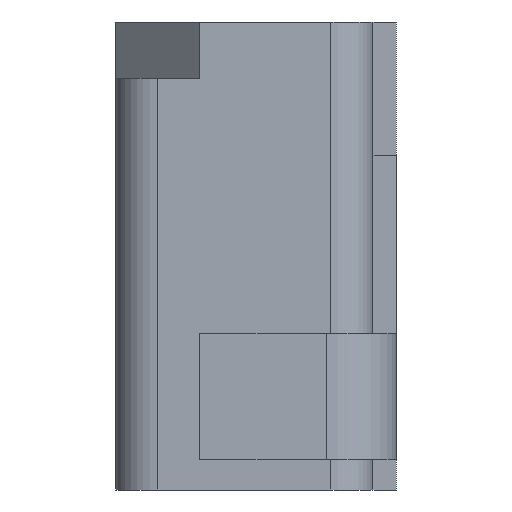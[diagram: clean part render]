
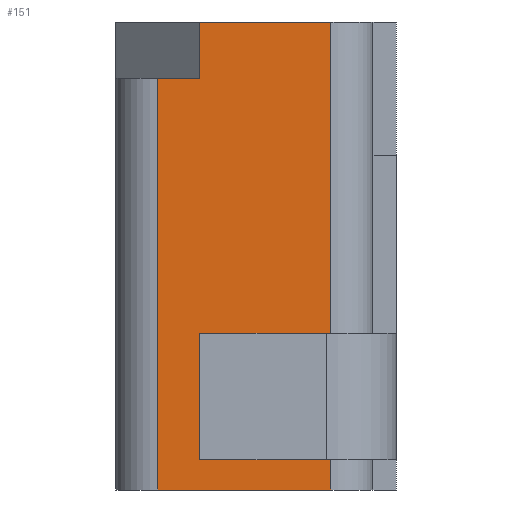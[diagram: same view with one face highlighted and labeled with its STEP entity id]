
A CAD part, front view. The second image highlights one B-rep face of the part: STEP entity #151.
In plain terms, the highlighted planar face has unit normal (0, -1, 0).
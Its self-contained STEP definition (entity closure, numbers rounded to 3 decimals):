
#18 = EDGE_CURVE ( 'NONE', #956, #903, #544, .T. ) ;
#23 = VECTOR ( 'NONE', #876, 1000. ) ;
#54 = CARTESIAN_POINT ( 'NONE',  ( 0., -1.85, -1. ) ) ;
#69 = CARTESIAN_POINT ( 'NONE',  ( -0.12, -1.85, -1. ) ) ;
#73 = CARTESIAN_POINT ( 'NONE',  ( 0.16, -1.85, -0.665 ) ) ;
#131 = CARTESIAN_POINT ( 'NONE',  ( 0.3, -1.85, -0.935 ) ) ;
#151 = ADVANCED_FACE ( 'NONE', ( #770 ), #167, .T. ) ;
#165 = ORIENTED_EDGE ( 'NONE', *, *, #540, .T. ) ;
#167 = PLANE ( 'NONE',  #249 ) ;
#185 = VERTEX_POINT ( 'NONE', #890 ) ;
#199 = DIRECTION ( 'NONE',  ( 0., 0., 1. ) ) ;
#249 = AXIS2_PLACEMENT_3D ( 'NONE', #1062, #303, #973 ) ;
#285 = VECTOR ( 'NONE', #885, 1000. ) ;
#287 = VECTOR ( 'NONE', #199, 1000. ) ;
#302 = CARTESIAN_POINT ( 'NONE',  ( -0.12, -1.85, -0.12 ) ) ;
#303 = DIRECTION ( 'NONE',  ( 0., -1., 0. ) ) ;
#317 = DIRECTION ( 'NONE',  ( -1., 0., 0. ) ) ;
#331 = DIRECTION ( 'NONE',  ( 0., 0., 1. ) ) ;
#352 = LINE ( 'NONE', #1015, #578 ) ;
#353 = ORIENTED_EDGE ( 'NONE', *, *, #749, .T. ) ;
#379 = ORIENTED_EDGE ( 'NONE', *, *, #18, .T. ) ;
#383 = LINE ( 'NONE', #69, #1077 ) ;
#406 = CARTESIAN_POINT ( 'NONE',  ( -0.21, -1.85, -1. ) ) ;
#415 = CARTESIAN_POINT ( 'NONE',  ( 0., -1.85, -0.12 ) ) ;
#423 = ORIENTED_EDGE ( 'NONE', *, *, #442, .T. ) ;
#429 = CARTESIAN_POINT ( 'NONE',  ( -0.12, -1.85, -0.935 ) ) ;
#438 = VERTEX_POINT ( 'NONE', #1193 ) ;
#440 = VERTEX_POINT ( 'NONE', #73 ) ;
#442 = EDGE_CURVE ( 'NONE', #449, #700, #383, .T. ) ;
#444 = LINE ( 'NONE', #54, #660 ) ;
#449 = VERTEX_POINT ( 'NONE', #429 ) ;
#451 = EDGE_CURVE ( 'NONE', #185, #438, #352, .T. ) ;
#493 = CARTESIAN_POINT ( 'NONE',  ( 0.16, -1.85, -1. ) ) ;
#495 = CARTESIAN_POINT ( 'NONE',  ( 0.3, -1.85, -0.665 ) ) ;
#499 = DIRECTION ( 'NONE',  ( 0., 0., -1. ) ) ;
#519 = CARTESIAN_POINT ( 'NONE',  ( -0.21, -1.85, -1. ) ) ;
#524 = DIRECTION ( 'NONE',  ( 1., 0., 0. ) ) ;
#540 = EDGE_CURVE ( 'NONE', #700, #440, #804, .T. ) ;
#543 = LINE ( 'NONE', #131, #285 ) ;
#544 = LINE ( 'NONE', #663, #287 ) ;
#578 = VECTOR ( 'NONE', #524, 1000. ) ;
#580 = EDGE_CURVE ( 'NONE', #185, #1036, #1206, .T. ) ;
#588 = DIRECTION ( 'NONE',  ( 0., 0., 1. ) ) ;
#604 = EDGE_LOOP ( 'NONE', ( #932, #1084, #1000, #379, #1017, #423, #165, #353, #789, #1097 ) ) ;
#605 = VERTEX_POINT ( 'NONE', #406 ) ;
#626 = EDGE_CURVE ( 'NONE', #605, #1042, #1157, .T. ) ;
#636 = EDGE_CURVE ( 'NONE', #605, #956, #444, .T. ) ;
#660 = VECTOR ( 'NONE', #706, 1000. ) ;
#663 = CARTESIAN_POINT ( 'NONE',  ( 0.16, -1.85, -1. ) ) ;
#688 = VECTOR ( 'NONE', #1170, 1000. ) ;
#700 = VERTEX_POINT ( 'NONE', #1043 ) ;
#706 = DIRECTION ( 'NONE',  ( 1., 0., 0. ) ) ;
#712 = VECTOR ( 'NONE', #499, 1000. ) ;
#749 = EDGE_CURVE ( 'NONE', #440, #438, #801, .T. ) ;
#770 = FACE_OUTER_BOUND ( 'NONE', #604, .T. ) ;
#789 = ORIENTED_EDGE ( 'NONE', *, *, #451, .F. ) ;
#793 = EDGE_CURVE ( 'NONE', #903, #449, #543, .T. ) ;
#801 = LINE ( 'NONE', #493, #1014 ) ;
#804 = LINE ( 'NONE', #495, #23 ) ;
#824 = EDGE_CURVE ( 'NONE', #1036, #1042, #984, .T. ) ;
#876 = DIRECTION ( 'NONE',  ( 1., 0., 0. ) ) ;
#885 = DIRECTION ( 'NONE',  ( -1., 0., 0. ) ) ;
#890 = CARTESIAN_POINT ( 'NONE',  ( -0.12, -1.85, 0. ) ) ;
#903 = VERTEX_POINT ( 'NONE', #944 ) ;
#932 = ORIENTED_EDGE ( 'NONE', *, *, #824, .T. ) ;
#944 = CARTESIAN_POINT ( 'NONE',  ( 0.16, -1.85, -0.935 ) ) ;
#956 = VERTEX_POINT ( 'NONE', #964 ) ;
#964 = CARTESIAN_POINT ( 'NONE',  ( 0.16, -1.85, -1. ) ) ;
#973 = DIRECTION ( 'NONE',  ( 0., 0., -1. ) ) ;
#984 = LINE ( 'NONE', #415, #1200 ) ;
#1000 = ORIENTED_EDGE ( 'NONE', *, *, #636, .T. ) ;
#1014 = VECTOR ( 'NONE', #588, 1000. ) ;
#1015 = CARTESIAN_POINT ( 'NONE',  ( 0., -1.85, 0. ) ) ;
#1017 = ORIENTED_EDGE ( 'NONE', *, *, #793, .T. ) ;
#1036 = VERTEX_POINT ( 'NONE', #1076 ) ;
#1042 = VERTEX_POINT ( 'NONE', #1163 ) ;
#1043 = CARTESIAN_POINT ( 'NONE',  ( -0.12, -1.85, -0.665 ) ) ;
#1062 = CARTESIAN_POINT ( 'NONE',  ( 0.3, -1.85, -1. ) ) ;
#1076 = CARTESIAN_POINT ( 'NONE',  ( -0.12, -1.85, -0.12 ) ) ;
#1077 = VECTOR ( 'NONE', #331, 1000. ) ;
#1084 = ORIENTED_EDGE ( 'NONE', *, *, #626, .F. ) ;
#1097 = ORIENTED_EDGE ( 'NONE', *, *, #580, .T. ) ;
#1157 = LINE ( 'NONE', #519, #688 ) ;
#1163 = CARTESIAN_POINT ( 'NONE',  ( -0.21, -1.85, -0.12 ) ) ;
#1170 = DIRECTION ( 'NONE',  ( 0., 0., 1. ) ) ;
#1193 = CARTESIAN_POINT ( 'NONE',  ( 0.16, -1.85, 0. ) ) ;
#1200 = VECTOR ( 'NONE', #317, 1000. ) ;
#1206 = LINE ( 'NONE', #302, #712 ) ;
